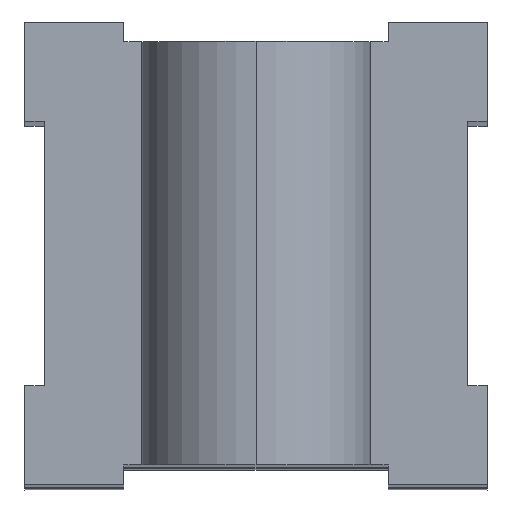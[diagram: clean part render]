
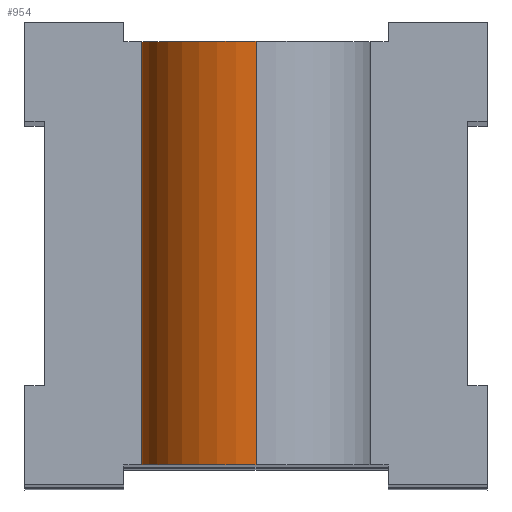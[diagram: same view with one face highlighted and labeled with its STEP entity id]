
A CAD part, top view. The second image highlights one B-rep face of the part: STEP entity #954.
In plain terms, the highlighted cylindrical face has radius 1.73 mm (diameter 3.46 mm), a partial arc.
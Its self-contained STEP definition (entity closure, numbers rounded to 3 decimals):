
#40 = CARTESIAN_POINT ( 'NONE',  ( -1.73, -3.2, 25.27 ) ) ;
#68 = EDGE_LOOP ( 'NONE', ( #1248, #535, #1356, #220 ) ) ;
#88 = EDGE_CURVE ( 'NONE', #325, #359, #825, .T. ) ;
#119 = AXIS2_PLACEMENT_3D ( 'NONE', #1063, #532, #204 ) ;
#140 = VECTOR ( 'NONE', #956, 1000. ) ;
#162 = VECTOR ( 'NONE', #942, 1000. ) ;
#170 = CARTESIAN_POINT ( 'NONE',  ( 0., -3.2, 27. ) ) ;
#204 = DIRECTION ( 'NONE',  ( 0., 0., 1. ) ) ;
#220 = ORIENTED_EDGE ( 'NONE', *, *, #1228, .F. ) ;
#301 = CARTESIAN_POINT ( 'NONE',  ( -1.73, -3.5, 25.27 ) ) ;
#325 = VERTEX_POINT ( 'NONE', #170 ) ;
#342 = CARTESIAN_POINT ( 'NONE',  ( -1.73, 3.2, 25.27 ) ) ;
#357 = DIRECTION ( 'NONE',  ( 0., 1., 0. ) ) ;
#359 = VERTEX_POINT ( 'NONE', #901 ) ;
#517 = LINE ( 'NONE', #301, #140 ) ;
#532 = DIRECTION ( 'NONE',  ( 0., -1., 0. ) ) ;
#535 = ORIENTED_EDGE ( 'NONE', *, *, #88, .T. ) ;
#630 = EDGE_CURVE ( 'NONE', #755, #325, #715, .T. ) ;
#647 = DIRECTION ( 'NONE',  ( 0., 0., 1. ) ) ;
#674 = FACE_OUTER_BOUND ( 'NONE', #68, .T. ) ;
#715 = CIRCLE ( 'NONE', #1202, 1.73 ) ;
#755 = VERTEX_POINT ( 'NONE', #40 ) ;
#825 = LINE ( 'NONE', #1246, #162 ) ;
#845 = AXIS2_PLACEMENT_3D ( 'NONE', #1101, #1282, #647 ) ;
#901 = CARTESIAN_POINT ( 'NONE',  ( 0., 3.2, 27. ) ) ;
#917 = CIRCLE ( 'NONE', #119, 1.73 ) ;
#942 = DIRECTION ( 'NONE',  ( 0., 1., 0. ) ) ;
#954 = ADVANCED_FACE ( 'NONE', ( #674 ), #1081, .T. ) ;
#956 = DIRECTION ( 'NONE',  ( 0., 1., 0. ) ) ;
#995 = DIRECTION ( 'NONE',  ( 0., 0., -1. ) ) ;
#1002 = CARTESIAN_POINT ( 'NONE',  ( 0., -3.2, 25.27 ) ) ;
#1017 = VERTEX_POINT ( 'NONE', #342 ) ;
#1063 = CARTESIAN_POINT ( 'NONE',  ( 0., 3.2, 25.27 ) ) ;
#1081 = CYLINDRICAL_SURFACE ( 'NONE', #845, 1.73 ) ;
#1101 = CARTESIAN_POINT ( 'NONE',  ( 0., -3.5, 25.27 ) ) ;
#1202 = AXIS2_PLACEMENT_3D ( 'NONE', #1002, #357, #995 ) ;
#1228 = EDGE_CURVE ( 'NONE', #755, #1017, #517, .T. ) ;
#1246 = CARTESIAN_POINT ( 'NONE',  ( 0., -3.5, 27. ) ) ;
#1248 = ORIENTED_EDGE ( 'NONE', *, *, #630, .T. ) ;
#1251 = EDGE_CURVE ( 'NONE', #359, #1017, #917, .T. ) ;
#1282 = DIRECTION ( 'NONE',  ( 0., 1., 0. ) ) ;
#1356 = ORIENTED_EDGE ( 'NONE', *, *, #1251, .T. ) ;
